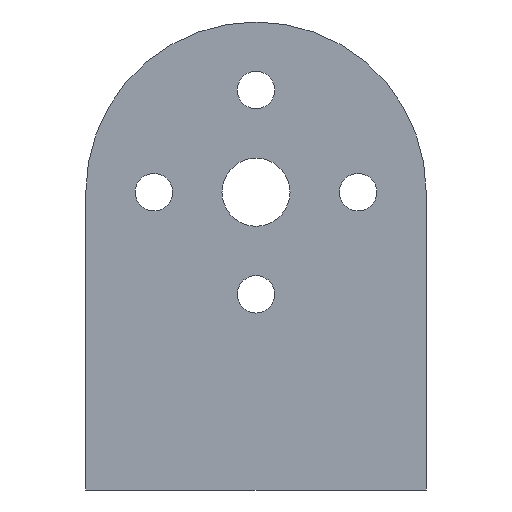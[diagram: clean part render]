
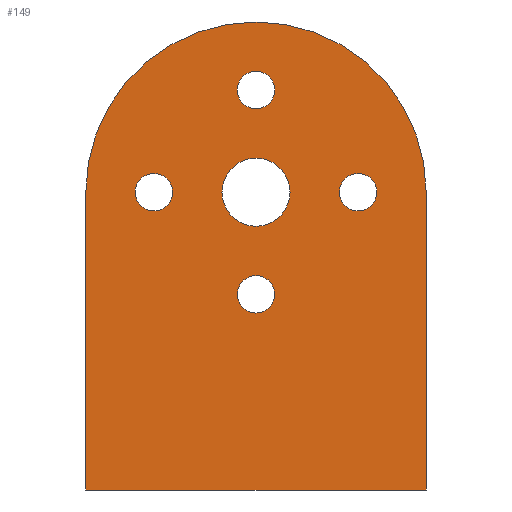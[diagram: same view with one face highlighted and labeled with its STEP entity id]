
A CAD part, left-side view. The second image highlights one B-rep face of the part: STEP entity #149.
In plain terms, the highlighted planar face has unit normal (-1, 0, 0).
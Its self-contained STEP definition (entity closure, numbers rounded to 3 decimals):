
#24 = VERTEX_POINT('',#25);
#25 = CARTESIAN_POINT('',(-10.,-20.,45.001));
#31 = EDGE_CURVE('',#24,#32,#34,.T.);
#32 = VERTEX_POINT('',#33);
#33 = CARTESIAN_POINT('',(-10.,20.,45.001));
#34 = CIRCLE('',#35,20.);
#35 = AXIS2_PLACEMENT_3D('',#36,#37,#38);
#36 = CARTESIAN_POINT('',(-10.,0.,45.001));
#37 = DIRECTION('',(-1.,0.,0.));
#38 = DIRECTION('',(0.,-1.,0.));
#64 = EDGE_CURVE('',#24,#65,#67,.T.);
#65 = VERTEX_POINT('',#66);
#66 = CARTESIAN_POINT('',(-10.,-20.,10.001));
#67 = LINE('',#68,#69);
#68 = CARTESIAN_POINT('',(-10.,-20.,45.001));
#69 = VECTOR('',#70,1.);
#70 = DIRECTION('',(0.,0.,-1.));
#97 = VERTEX_POINT('',#98);
#98 = CARTESIAN_POINT('',(-10.,20.,10.001));
#104 = EDGE_CURVE('',#97,#32,#105,.T.);
#105 = LINE('',#106,#107);
#106 = CARTESIAN_POINT('',(-10.,20.,10.001));
#107 = VECTOR('',#108,1.);
#108 = DIRECTION('',(0.,0.,1.));
#149 = ADVANCED_FACE('',(#150,#161,#172,#183,#194,#205),#216,.T.);
#150 = FACE_BOUND('',#151,.T.);
#151 = EDGE_LOOP('',(#152,#153,#154,#160));
#152 = ORIENTED_EDGE('',*,*,#31,.T.);
#153 = ORIENTED_EDGE('',*,*,#104,.F.);
#154 = ORIENTED_EDGE('',*,*,#155,.F.);
#155 = EDGE_CURVE('',#65,#97,#156,.T.);
#156 = LINE('',#157,#158);
#157 = CARTESIAN_POINT('',(-10.,-20.,10.001));
#158 = VECTOR('',#159,1.);
#159 = DIRECTION('',(0.,1.,0.));
#160 = ORIENTED_EDGE('',*,*,#64,.F.);
#161 = FACE_BOUND('',#162,.T.);
#162 = EDGE_LOOP('',(#163));
#163 = ORIENTED_EDGE('',*,*,#164,.F.);
#164 = EDGE_CURVE('',#165,#165,#167,.T.);
#165 = VERTEX_POINT('',#166);
#166 = CARTESIAN_POINT('',(-10.,14.2,45.));
#167 = CIRCLE('',#168,2.2);
#168 = AXIS2_PLACEMENT_3D('',#169,#170,#171);
#169 = CARTESIAN_POINT('',(-10.,12.,45.));
#170 = DIRECTION('',(-1.,0.,0.));
#171 = DIRECTION('',(0.,1.,0.));
#172 = FACE_BOUND('',#173,.T.);
#173 = EDGE_LOOP('',(#174));
#174 = ORIENTED_EDGE('',*,*,#175,.T.);
#175 = EDGE_CURVE('',#176,#176,#178,.T.);
#176 = VERTEX_POINT('',#177);
#177 = CARTESIAN_POINT('',(-10.,-4.,45.));
#178 = CIRCLE('',#179,4.);
#179 = AXIS2_PLACEMENT_3D('',#180,#181,#182);
#180 = CARTESIAN_POINT('',(-10.,0.,45.));
#181 = DIRECTION('',(1.,0.,0.));
#182 = DIRECTION('',(0.,-1.,0.));
#183 = FACE_BOUND('',#184,.T.);
#184 = EDGE_LOOP('',(#185));
#185 = ORIENTED_EDGE('',*,*,#186,.F.);
#186 = EDGE_CURVE('',#187,#187,#189,.T.);
#187 = VERTEX_POINT('',#188);
#188 = CARTESIAN_POINT('',(-10.,2.2,57.));
#189 = CIRCLE('',#190,2.2);
#190 = AXIS2_PLACEMENT_3D('',#191,#192,#193);
#191 = CARTESIAN_POINT('',(-10.,0.,57.));
#192 = DIRECTION('',(-1.,0.,0.));
#193 = DIRECTION('',(0.,1.,0.));
#194 = FACE_BOUND('',#195,.T.);
#195 = EDGE_LOOP('',(#196));
#196 = ORIENTED_EDGE('',*,*,#197,.F.);
#197 = EDGE_CURVE('',#198,#198,#200,.T.);
#198 = VERTEX_POINT('',#199);
#199 = CARTESIAN_POINT('',(-10.,2.2,33.));
#200 = CIRCLE('',#201,2.2);
#201 = AXIS2_PLACEMENT_3D('',#202,#203,#204);
#202 = CARTESIAN_POINT('',(-10.,0.,33.));
#203 = DIRECTION('',(-1.,0.,0.));
#204 = DIRECTION('',(0.,1.,0.));
#205 = FACE_BOUND('',#206,.T.);
#206 = EDGE_LOOP('',(#207));
#207 = ORIENTED_EDGE('',*,*,#208,.F.);
#208 = EDGE_CURVE('',#209,#209,#211,.T.);
#209 = VERTEX_POINT('',#210);
#210 = CARTESIAN_POINT('',(-10.,-9.8,45.));
#211 = CIRCLE('',#212,2.2);
#212 = AXIS2_PLACEMENT_3D('',#213,#214,#215);
#213 = CARTESIAN_POINT('',(-10.,-12.,45.));
#214 = DIRECTION('',(-1.,0.,0.));
#215 = DIRECTION('',(0.,1.,0.));
#216 = PLANE('',#217);
#217 = AXIS2_PLACEMENT_3D('',#218,#219,#220);
#218 = CARTESIAN_POINT('',(-10.,0.,33.635));
#219 = DIRECTION('',(-1.,0.,0.));
#220 = DIRECTION('',(0.,-1.,0.));
